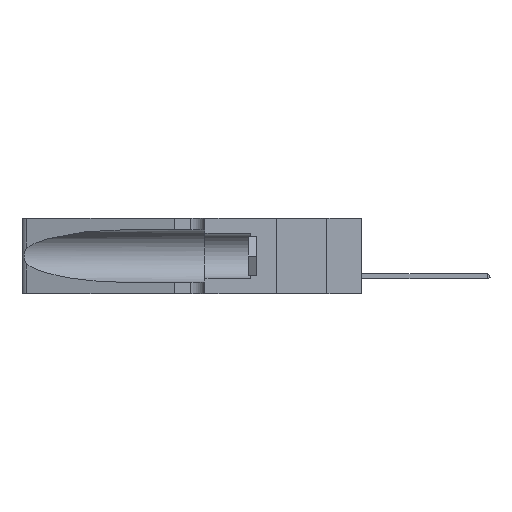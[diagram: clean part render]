
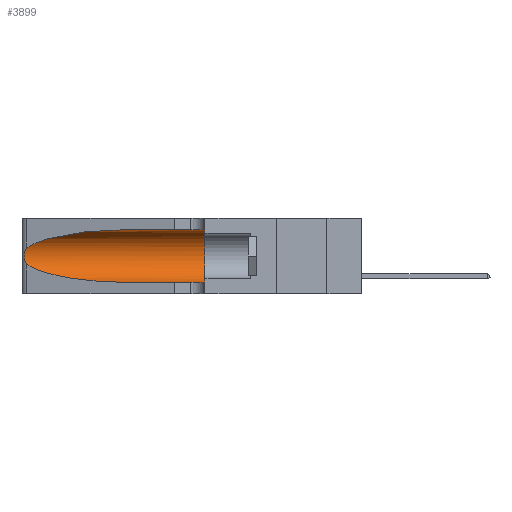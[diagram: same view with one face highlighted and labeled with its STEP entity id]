
A CAD part, left-side view. The second image highlights one B-rep face of the part: STEP entity #3899.
In plain terms, the highlighted cylindrical face has radius 3.308 mm (diameter 6.617 mm), a partial arc.
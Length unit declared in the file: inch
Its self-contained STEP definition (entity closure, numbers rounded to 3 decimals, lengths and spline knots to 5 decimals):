
#54 = VECTOR ( 'NONE', #27690, 39.37008 ) ;
#759 = CIRCLE ( 'NONE', #2256, 0.13025 ) ;
#944 = ORIENTED_EDGE ( 'NONE', *, *, #20275, .T. ) ;
#1193 = DIRECTION ( 'NONE',  ( 0., -1., 0. ) ) ;
#1297 = ORIENTED_EDGE ( 'NONE', *, *, #22758, .T. ) ;
#1342 = CARTESIAN_POINT ( 'NONE',  ( 0.25787, 1.23484, 0.2124 ) ) ;
#1432 = CARTESIAN_POINT ( 'NONE',  ( 0.26018, 1.23835, 0.19895 ) ) ;
#2194 =( BOUNDED_CURVE ( )  B_SPLINE_CURVE ( 3, ( #16261, #3111, #18347, #18643 ),
 .UNSPECIFIED., .F., .F. ) 
 B_SPLINE_CURVE_WITH_KNOTS ( ( 4, 4 ),
 ( 1.5708, 2.84003 ),
 .UNSPECIFIED. ) 
 CURVE ( )  GEOMETRIC_REPRESENTATION_ITEM ( )  RATIONAL_B_SPLINE_CURVE ( ( 1., 0.87, 0.87, 1. ) ) 
 REPRESENTATION_ITEM ( '' )  );
#2256 = AXIS2_PLACEMENT_3D ( 'NONE', #2948, #9910, #3241 ) ;
#2815 = VERTEX_POINT ( 'NONE', #9924 ) ;
#2948 = CARTESIAN_POINT ( 'NONE',  ( 0.1305, 0.35, 0.185 ) ) ;
#3111 = CARTESIAN_POINT ( 'NONE',  ( 0.18966, 0.96281, 0.31525 ) ) ;
#3241 = DIRECTION ( 'NONE',  ( 0., 0., 1. ) ) ;
#3376 = CARTESIAN_POINT ( 'NONE',  ( 0.25639, 1.23184, 0.21858 ) ) ;
#3421 = CARTESIAN_POINT ( 'NONE',  ( 0.1305, 0.35, 0.05475 ) ) ;
#3750 = CARTESIAN_POINT ( 'NONE',  ( 0.25555, 1.22994, 0.2215 ) ) ;
#3881 = CARTESIAN_POINT ( 'NONE',  ( 0.1305, 0.72297, 0.05475 ) ) ;
#3899 = ADVANCED_FACE ( 'NONE', ( #3904 ), #10054, .F. ) ;
#3904 = FACE_OUTER_BOUND ( 'NONE', #17919, .T. ) ;
#4929 = EDGE_CURVE ( 'NONE', #2815, #10549, #7598, .T. ) ;
#5653 = CARTESIAN_POINT ( 'NONE',  ( 0.25487, 1.22718, 0.14631 ) ) ;
#6009 = CARTESIAN_POINT ( 'NONE',  ( 0.25487, 1.22718, 0.14631 ) ) ;
#6960 = DIRECTION ( 'NONE',  ( 0., -1., 0. ) ) ;
#7598 = LINE ( 'NONE', #28290, #54 ) ;
#7765 = CARTESIAN_POINT ( 'NONE',  ( 0.25856, 1.23593, 0.16098 ) ) ;
#8741 = EDGE_CURVE ( 'NONE', #27677, #9810, #9195, .T. ) ;
#9195 =( BOUNDED_CURVE ( )  B_SPLINE_CURVE ( 3, ( #6009, #25705, #10586, #24059 ),
 .UNSPECIFIED., .F., .T. ) 
 B_SPLINE_CURVE_WITH_KNOTS ( ( 4, 4 ),
 ( 3.44316, 4.71239 ),
 .UNSPECIFIED. ) 
 CURVE ( )  GEOMETRIC_REPRESENTATION_ITEM ( )  RATIONAL_B_SPLINE_CURVE ( ( 1., 0.87, 0.87, 1. ) ) 
 REPRESENTATION_ITEM ( '' )  );
#9810 = VERTEX_POINT ( 'NONE', #3881 ) ;
#9910 = DIRECTION ( 'NONE',  ( 0., 1., 0. ) ) ;
#9924 = CARTESIAN_POINT ( 'NONE',  ( 0.1305, 0.72297, 0.31525 ) ) ;
#10054 = CYLINDRICAL_SURFACE ( 'NONE', #17206, 0.13025 ) ;
#10549 = VERTEX_POINT ( 'NONE', #20798 ) ;
#10586 = CARTESIAN_POINT ( 'NONE',  ( 0.18966, 0.96281, 0.05475 ) ) ;
#10804 = CARTESIAN_POINT ( 'NONE',  ( 0.25487, 1.22718, 0.14631 ) ) ;
#11407 = ORIENTED_EDGE ( 'NONE', *, *, #4929, .F. ) ;
#11902 = CARTESIAN_POINT ( 'NONE',  ( 0.1305, 1.61858, 0.185 ) ) ;
#12162 = CARTESIAN_POINT ( 'NONE',  ( 0.26017, 1.23833, 0.17102 ) ) ;
#13491 = CARTESIAN_POINT ( 'NONE',  ( 0.1305, 1.61858, 0.05475 ) ) ;
#13828 = ORIENTED_EDGE ( 'NONE', *, *, #8741, .T. ) ;
#16261 = CARTESIAN_POINT ( 'NONE',  ( 0.1305, 0.72297, 0.31525 ) ) ;
#16623 = CARTESIAN_POINT ( 'NONE',  ( 0.25555, 1.22993, 0.14849 ) ) ;
#16716 = CARTESIAN_POINT ( 'NONE',  ( 0.25487, 1.22718, 0.22369 ) ) ;
#16806 = CARTESIAN_POINT ( 'NONE',  ( 0.26075, 1.23896, 0.178 ) ) ;
#17206 = AXIS2_PLACEMENT_3D ( 'NONE', #11902, #1193, #27191 ) ;
#17779 = VERTEX_POINT ( 'NONE', #16716 ) ;
#17919 = EDGE_LOOP ( 'NONE', ( #944, #1297, #13828, #18072, #22232, #11407 ) ) ;
#18072 = ORIENTED_EDGE ( 'NONE', *, *, #26092, .T. ) ;
#18347 = CARTESIAN_POINT ( 'NONE',  ( 0.2373, 1.15595, 0.28018 ) ) ;
#18643 = CARTESIAN_POINT ( 'NONE',  ( 0.25487, 1.22718, 0.22369 ) ) ;
#18692 = CARTESIAN_POINT ( 'NONE',  ( 0.26075, 1.23896, 0.19203 ) ) ;
#19741 = VECTOR ( 'NONE', #6960, 39.37008 ) ;
#20275 = EDGE_CURVE ( 'NONE', #2815, #17779, #2194, .T. ) ;
#20798 = CARTESIAN_POINT ( 'NONE',  ( 0.1305, 0.35, 0.31525 ) ) ;
#20835 = LINE ( 'NONE', #13491, #19741 ) ;
#21090 = CARTESIAN_POINT ( 'NONE',  ( 0.25854, 1.2359, 0.20912 ) ) ;
#22232 = ORIENTED_EDGE ( 'NONE', *, *, #23257, .F. ) ;
#22758 = EDGE_CURVE ( 'NONE', #17779, #27677, #25850, .T. ) ;
#23257 = EDGE_CURVE ( 'NONE', #10549, #28088, #759, .T. ) ;
#24059 = CARTESIAN_POINT ( 'NONE',  ( 0.1305, 0.72297, 0.05475 ) ) ;
#25255 = CARTESIAN_POINT ( 'NONE',  ( 0.25487, 1.22718, 0.22369 ) ) ;
#25445 = CARTESIAN_POINT ( 'NONE',  ( 0.25639, 1.23186, 0.15144 ) ) ;
#25705 = CARTESIAN_POINT ( 'NONE',  ( 0.2373, 1.15595, 0.08982 ) ) ;
#25850 = B_SPLINE_CURVE_WITH_KNOTS ( 'NONE', 3,
 ( #25255, #3750, #3376, #1342, #21090, #1432, #18692, #16806, #12162, #7765, #27655, #25445, #16623, #5653 ),
 .UNSPECIFIED., .F., .F.,
 ( 4, 2, 2, 2, 2, 2, 4 ),
 ( 0., 0.00027, 0.00053, 0.00107, 0.0016, 0.00187, 0.00214 ),
 .UNSPECIFIED. ) ;
#26092 = EDGE_CURVE ( 'NONE', #9810, #28088, #20835, .T. ) ;
#27191 = DIRECTION ( 'NONE',  ( 0., 0., -1. ) ) ;
#27655 = CARTESIAN_POINT ( 'NONE',  ( 0.25789, 1.23486, 0.15765 ) ) ;
#27677 = VERTEX_POINT ( 'NONE', #10804 ) ;
#27690 = DIRECTION ( 'NONE',  ( 0., -1., 0. ) ) ;
#28088 = VERTEX_POINT ( 'NONE', #3421 ) ;
#28290 = CARTESIAN_POINT ( 'NONE',  ( 0.1305, 1.61858, 0.31525 ) ) ;
